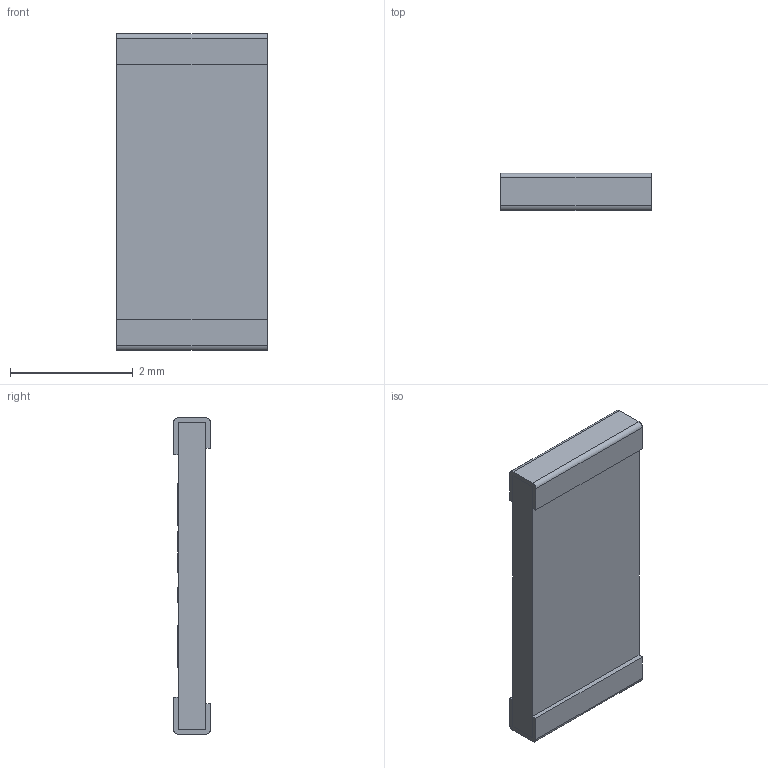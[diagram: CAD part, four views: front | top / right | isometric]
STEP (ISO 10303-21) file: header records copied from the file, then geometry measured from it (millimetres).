
FILE_DESCRIPTION (( 'STEP AP214' ), '1' );
FILE_NAME ('Stackpole CSRN2010 Res.STEP', '2016-03-15T23:14:03', ( '' ), ( '' ), 'SwSTEP 2.0', 'SolidWorks 2015', '' );
FILE_SCHEMA (( 'AUTOMOTIVE_DESIGN' ));
Length unit declared in the file: millimetre
Products named in the file (1): Stackpole CSRN2010 Res
Bounding box: 2.45 x 0.6 x 5.15 mm (x, y, z)
Volume: 6.1 mm3; surface area: 47.4 mm2
Topology: 3 solids, 3 shells, 72 faces, 180 edges, 120 vertices
Faces by surface type: plane 44, bspline 24, cylinder 4
Entity records: 4445 total; most frequent: CARTESIAN_POINT 2349, ORIENTED_EDGE 360, DIRECTION 238, EDGE_CURVE 180, LINE 124, VECTOR 124, VERTEX_POINT 120, EDGE_LOOP 78
